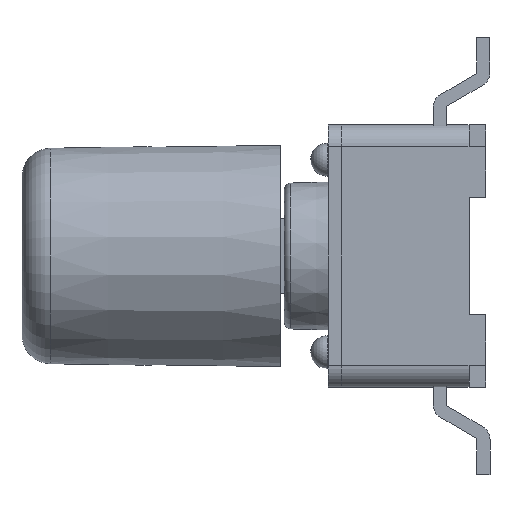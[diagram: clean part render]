
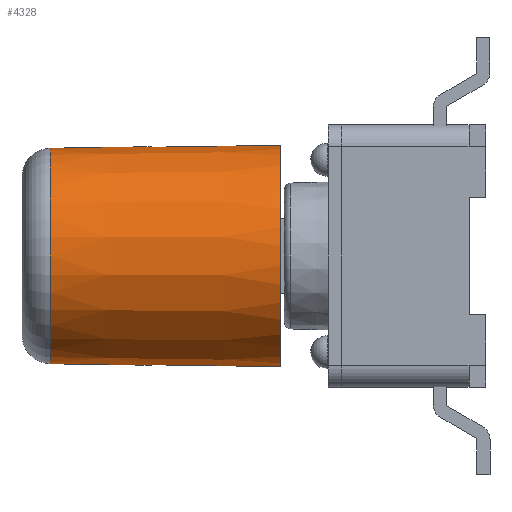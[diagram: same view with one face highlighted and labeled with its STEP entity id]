
A CAD part, left-side view. The second image highlights one B-rep face of the part: STEP entity #4328.
In plain terms, the highlighted conical face has half-angle 0.819 degrees and reference radius 2.54 mm.
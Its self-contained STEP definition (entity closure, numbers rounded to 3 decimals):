
#241=CONICAL_SURFACE('',#4634,2.54,0.014);
#305=LINE('',#6527,#767);
#306=LINE('',#6531,#768);
#307=LINE('',#6534,#769);
#308=LINE('',#6538,#770);
#309=LINE('',#6541,#771);
#767=VECTOR('',#5203,10.);
#768=VECTOR('',#5206,10.);
#769=VECTOR('',#5209,2.54);
#770=VECTOR('',#5212,10.);
#771=VECTOR('',#5215,10.);
#1294=FACE_OUTER_BOUND('',#1546,.T.);
#1546=EDGE_LOOP('',(#3191,#3192,#3193,#3194,#3195,#3196,#3197,#3198,#3199,
#3200,#3201,#3202,#3203));
#1799=CIRCLE('',#4631,2.465);
#1800=CIRCLE('',#4632,2.465);
#1802=CIRCLE('',#4635,2.498);
#1803=CIRCLE('',#4636,2.54);
#1804=CIRCLE('',#4637,2.498);
#1805=CIRCLE('',#4638,2.498);
#1806=CIRCLE('',#4639,2.54);
#1985=VERTEX_POINT('',#6516);
#1986=VERTEX_POINT('',#6518);
#1987=VERTEX_POINT('',#6523);
#1988=VERTEX_POINT('',#6524);
#1989=VERTEX_POINT('',#6526);
#1990=VERTEX_POINT('',#6528);
#1991=VERTEX_POINT('',#6530);
#1992=VERTEX_POINT('',#6532);
#1993=VERTEX_POINT('',#6535);
#1994=VERTEX_POINT('',#6537);
#1995=VERTEX_POINT('',#6539);
#2447=EDGE_CURVE('',#1986,#1985,#1799,.T.);
#2448=EDGE_CURVE('',#1985,#1986,#1800,.T.);
#2450=EDGE_CURVE('',#1987,#1988,#1802,.T.);
#2451=EDGE_CURVE('',#1988,#1989,#305,.T.);
#2452=EDGE_CURVE('',#1989,#1990,#1803,.T.);
#2453=EDGE_CURVE('',#1990,#1991,#306,.T.);
#2454=EDGE_CURVE('',#1991,#1992,#1804,.T.);
#2455=EDGE_CURVE('',#1992,#1986,#307,.T.);
#2456=EDGE_CURVE('',#1992,#1993,#1805,.T.);
#2457=EDGE_CURVE('',#1993,#1994,#308,.T.);
#2458=EDGE_CURVE('',#1994,#1995,#1806,.T.);
#2459=EDGE_CURVE('',#1995,#1987,#309,.T.);
#3191=ORIENTED_EDGE('',*,*,#2450,.T.);
#3192=ORIENTED_EDGE('',*,*,#2451,.T.);
#3193=ORIENTED_EDGE('',*,*,#2452,.T.);
#3194=ORIENTED_EDGE('',*,*,#2453,.T.);
#3195=ORIENTED_EDGE('',*,*,#2454,.T.);
#3196=ORIENTED_EDGE('',*,*,#2455,.T.);
#3197=ORIENTED_EDGE('',*,*,#2447,.T.);
#3198=ORIENTED_EDGE('',*,*,#2448,.T.);
#3199=ORIENTED_EDGE('',*,*,#2455,.F.);
#3200=ORIENTED_EDGE('',*,*,#2456,.T.);
#3201=ORIENTED_EDGE('',*,*,#2457,.T.);
#3202=ORIENTED_EDGE('',*,*,#2458,.T.);
#3203=ORIENTED_EDGE('',*,*,#2459,.T.);
#4328=ADVANCED_FACE('',(#1294),#241,.T.);
#4631=AXIS2_PLACEMENT_3D('',#6519,#5193,#5194);
#4632=AXIS2_PLACEMENT_3D('',#6520,#5195,#5196);
#4634=AXIS2_PLACEMENT_3D('',#6522,#5199,#5200);
#4635=AXIS2_PLACEMENT_3D('',#6525,#5201,#5202);
#4636=AXIS2_PLACEMENT_3D('',#6529,#5204,#5205);
#4637=AXIS2_PLACEMENT_3D('',#6533,#5207,#5208);
#4638=AXIS2_PLACEMENT_3D('',#6536,#5210,#5211);
#4639=AXIS2_PLACEMENT_3D('',#6540,#5213,#5214);
#5193=DIRECTION('center_axis',(0.,-1.,0.));
#5194=DIRECTION('ref_axis',(0.,0.,-1.));
#5195=DIRECTION('center_axis',(0.,-1.,0.));
#5196=DIRECTION('ref_axis',(0.,0.,-1.));
#5199=DIRECTION('center_axis',(0.,-1.,0.));
#5200=DIRECTION('ref_axis',(0.,0.,-1.));
#5201=DIRECTION('center_axis',(0.,1.,0.));
#5202=DIRECTION('ref_axis',(0.,0.,-1.));
#5203=DIRECTION('',(0.,-1.,-0.014));
#5204=DIRECTION('center_axis',(0.,1.,0.));
#5205=DIRECTION('ref_axis',(0.,0.,-1.));
#5206=DIRECTION('',(0.,1.,-0.014));
#5207=DIRECTION('center_axis',(0.,1.,0.));
#5208=DIRECTION('ref_axis',(0.,0.,-1.));
#5209=DIRECTION('',(0.,1.,-0.014));
#5210=DIRECTION('center_axis',(0.,1.,0.));
#5211=DIRECTION('ref_axis',(0.,0.,-1.));
#5212=DIRECTION('',(0.,-1.,0.014));
#5213=DIRECTION('center_axis',(0.,1.,0.));
#5214=DIRECTION('ref_axis',(0.,0.,-1.));
#5215=DIRECTION('',(0.,1.,0.014));
#6516=CARTESIAN_POINT('',(0.,10.049,-2.465));
#6518=CARTESIAN_POINT('',(0.,10.049,2.465));
#6519=CARTESIAN_POINT('Origin',(0.,10.049,0.));
#6520=CARTESIAN_POINT('Origin',(0.,10.049,0.));
#6522=CARTESIAN_POINT('Origin',(0.,4.8,0.));
#6523=CARTESIAN_POINT('',(0.23,7.75,-2.487));
#6524=CARTESIAN_POINT('',(-0.23,7.75,-2.487));
#6525=CARTESIAN_POINT('Origin',(0.,7.75,0.));
#6526=CARTESIAN_POINT('',(-0.23,4.8,-2.53));
#6527=CARTESIAN_POINT('',(-0.23,7.75,-2.487));
#6528=CARTESIAN_POINT('',(-0.23,4.8,2.53));
#6529=CARTESIAN_POINT('Origin',(0.,4.8,0.));
#6530=CARTESIAN_POINT('',(-0.23,7.75,2.487));
#6531=CARTESIAN_POINT('',(-0.23,4.8,2.53));
#6532=CARTESIAN_POINT('',(0.,7.75,2.498));
#6533=CARTESIAN_POINT('Origin',(0.,7.75,0.));
#6534=CARTESIAN_POINT('',(0.,4.8,2.54));
#6535=CARTESIAN_POINT('',(0.23,7.75,2.487));
#6536=CARTESIAN_POINT('Origin',(0.,7.75,0.));
#6537=CARTESIAN_POINT('',(0.23,4.8,2.53));
#6538=CARTESIAN_POINT('',(0.23,7.75,2.487));
#6539=CARTESIAN_POINT('',(0.23,4.8,-2.53));
#6540=CARTESIAN_POINT('Origin',(0.,4.8,0.));
#6541=CARTESIAN_POINT('',(0.23,4.8,-2.53));
